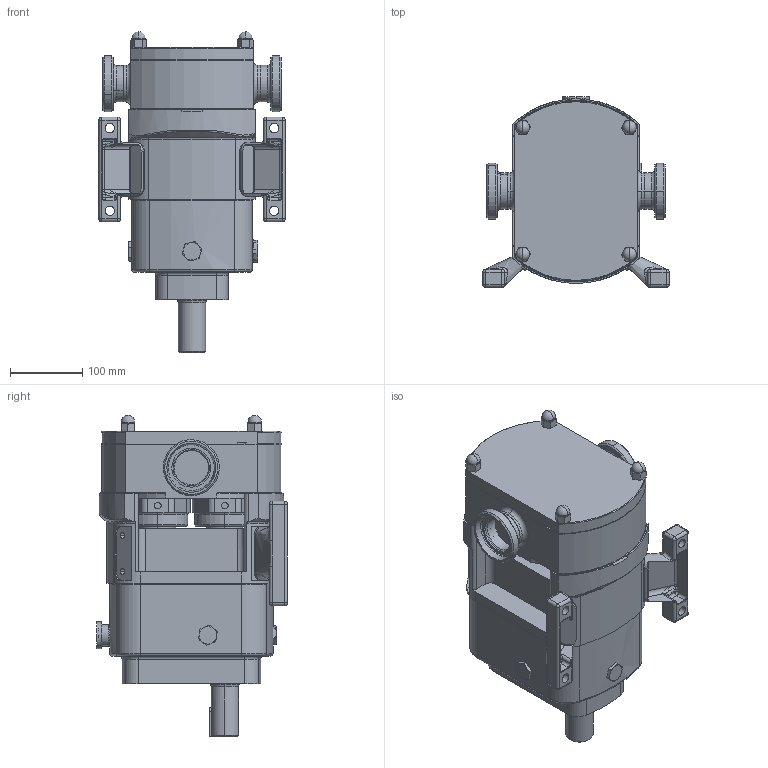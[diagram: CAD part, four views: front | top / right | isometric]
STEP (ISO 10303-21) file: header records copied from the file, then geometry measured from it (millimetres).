
FILE_DESCRIPTION (( 'STEP AP214' ), '1' );
FILE_NAME ('GA4281.STEP', '2024-11-07T16:49:04', ( '' ), ( '' ), 'SwSTEP 2.0', 'SolidWorks 2023', '' );
FILE_SCHEMA (( 'AUTOMOTIVE_DESIGN' ));
Length unit declared in the file: millimetre
Products named in the file (3): Copy of CP30-0069-12 H B^GA4281; Copy of Z94-5031-33 - 2 INCH DIN11851^GA4281; GA4281
Assembly tree (3 placements, depth 2):
  GA4281
    Copy of CP30-0069-12 H B^GA4281
    Copy of Z94-5031-33 - 2 INCH DIN11851^GA4281  x2
Bounding box: 258.39 x 264.84 x 445.58 mm (x, y, z)
Volume: 11500020.3 mm3; surface area: 532867.6 mm2
Topology: 3 solids, 3 shells, 740 faces, 1849 edges, 1114 vertices
Faces by surface type: plane 271, cylinder 250, bspline 74, torus 72, cone 41, sphere 32
Entity records: 28617 total; most frequent: CARTESIAN_POINT 11989, ORIENTED_EDGE 3526, DIRECTION 3447, EDGE_CURVE 1763, AXIS2_PLACEMENT_3D 1349, VERTEX_POINT 1082, EDGE_LOOP 769, LINE 749
